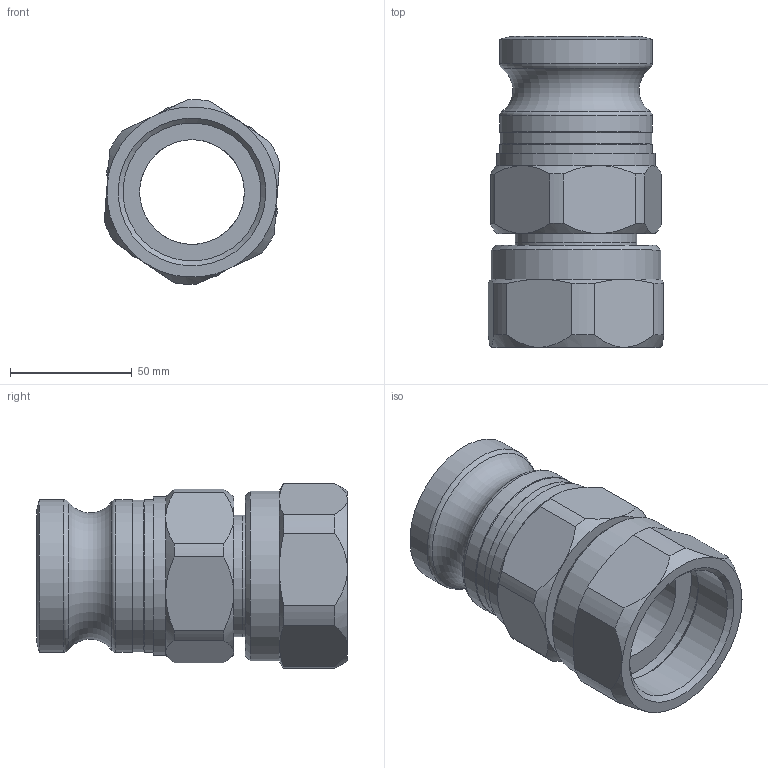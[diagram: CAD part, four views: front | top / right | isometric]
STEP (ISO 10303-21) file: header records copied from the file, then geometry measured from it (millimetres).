
FILE_DESCRIPTION(/* description */ (''),/* implementation_level */ '2;1');
FILE_NAME(/* name */ 'vig_20_50_dr.stp',/* time_stamp */ '2020-04-20T12:38:58+02:00',/* author */ ('ertl'),/* organization */ (''),/* preprocessor_version */ 'ST-DEVELOPER v17',/* originating_system */ 'Autodesk Inventor 2018',/* authorisation */ '0 mm^3');
FILE_SCHEMA (('AUTOMOTIVE_DESIGN { 1 0 10303 214 3 1 1 }'));
Length unit declared in the file: millimetre
Products named in the file (1): vig_20_50_dr
Bounding box: 72.08 x 127.7 x 75.95 mm (x, y, z)
Volume: 215112.1 mm3; surface area: 55671.7 mm2
Topology: 1 solids, 1 shells, 81 faces, 208 edges, 135 vertices
Faces by surface type: cone 32, cylinder 25, plane 20, torus 4
Full cylindrical faces by diameter (mm): 43 x1, 50 x2, 50.5 x1, 53.67 x1, 56.656 x1, 61 x1, 62.5 x1, 63 x3, 65 x1, 70 x1
Entity records: 2592 total; most frequent: CARTESIAN_POINT 521, DIRECTION 439, ORIENTED_EDGE 416, EDGE_CURVE 208, AXIS2_PLACEMENT_3D 197, VERTEX_POINT 135, CIRCLE 115, EDGE_LOOP 89
